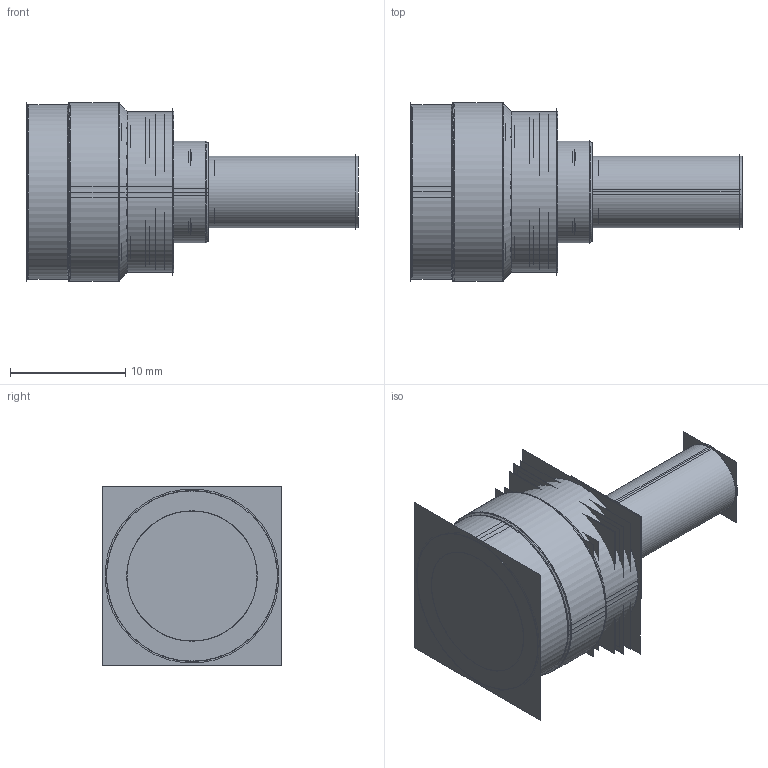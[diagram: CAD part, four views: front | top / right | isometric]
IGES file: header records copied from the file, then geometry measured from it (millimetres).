
Start section:  PTC IGES file: 31-2367-rfx_asm.igs
Global section: file name: 31-2367-rfx_asm.igs; native system: Pro/ENGINEER by Parametric Technology Corporation; preprocessor: 2008010; author: shanmugasundaram; organization: Unknown; date: 20081110.162933; units: inch
Bounding box: 28.77 x 15.51 x 15.49 mm (x, y, z)
Volume: 1861 mm3; surface area: 21472.5 mm2
Topology: 7 solids, 7 shells, 450 faces, 2278 edges, 2931 vertices
Faces by surface type: revolution 330, bspline 120
